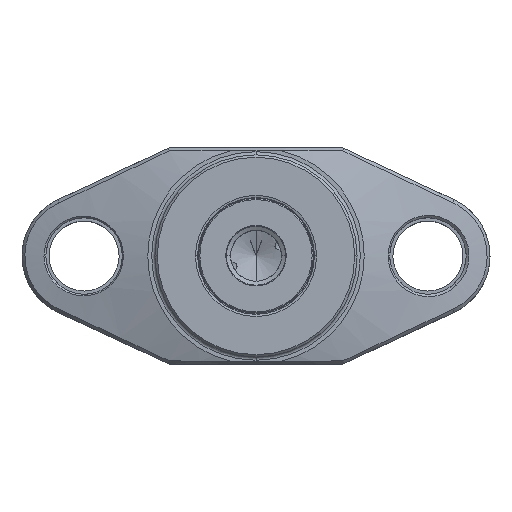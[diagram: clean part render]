
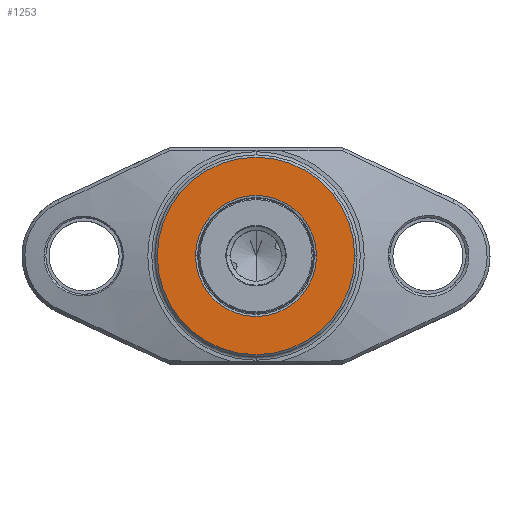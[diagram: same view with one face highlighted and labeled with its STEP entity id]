
A CAD part, top view. The second image highlights one B-rep face of the part: STEP entity #1253.
In plain terms, the highlighted planar face has unit normal (0, 0, 1).
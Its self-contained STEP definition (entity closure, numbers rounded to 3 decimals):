
#1253=ADVANCED_FACE('NONE',(#3309,#3310),#3311,.T.);
#1317=EDGE_CURVE('NONE',#2077,#2461,#3386,.F.);
#1571=VERTEX_POINT('NONE',#3666);
#2077=VERTEX_POINT('NONE',#4223);
#2257=EDGE_CURVE('NONE',#2903,#1571,#4412,.T.);
#2461=VERTEX_POINT('NONE',#4632);
#2651=EDGE_CURVE('NONE',#2461,#2077,#4847,.F.);
#2845=EDGE_CURVE('NONE',#1571,#2903,#5056,.T.);
#2903=VERTEX_POINT('NONE',#5123);
#3309=FACE_OUTER_BOUND('',#6095,.T.);
#3310=FACE_BOUND('',#6096,.T.);
#3311=PLANE('',#6097);
#3386=CIRCLE('',#6409,19.012);
#3666=CARTESIAN_POINT('',(-31.0,0.,0.));
#4223=CARTESIAN_POINT('',(-19.012,0.,0.));
#4412=CIRCLE('',#9308,31.0);
#4632=CARTESIAN_POINT('',(19.012,0.,0.));
#4847=CIRCLE('',#10869,19.012);
#5056=CIRCLE('',#11592,31.0);
#5123=CARTESIAN_POINT('',(31.0,0.,0.));
#6095=EDGE_LOOP('',(#12564,#12565));
#6096=EDGE_LOOP('',(#12566,#12567));
#6097=AXIS2_PLACEMENT_3D('',#12568,#12569,#12570);
#6409=AXIS2_PLACEMENT_3D('',#12682,#12683,#12684);
#9308=AXIS2_PLACEMENT_3D('',#13788,#13789,#13790);
#10869=AXIS2_PLACEMENT_3D('',#14280,#14281,#14282);
#11592=AXIS2_PLACEMENT_3D('',#14482,#14483,#14484);
#12564=ORIENTED_EDGE('',*,*,#2845,.F.);
#12565=ORIENTED_EDGE('',*,*,#2257,.F.);
#12566=ORIENTED_EDGE('',*,*,#2651,.F.);
#12567=ORIENTED_EDGE('',*,*,#1317,.F.);
#12568=CARTESIAN_POINT('',(-38.0,0.0,0.));
#12569=DIRECTION('',(-0.0,0.0,1.0));
#12570=DIRECTION('',(0.0,1.0,0.0));
#12682=CARTESIAN_POINT('',(0.0,0.0,0.));
#12683=DIRECTION('',(0.0,0.0,-1.0));
#12684=DIRECTION('',(1.0,0.,0.0));
#13788=CARTESIAN_POINT('',(0.0,0.0,0.));
#13789=DIRECTION('',(0.0,0.0,-1.0));
#13790=DIRECTION('',(-1.0,0.,0.0));
#14280=CARTESIAN_POINT('',(0.0,0.0,0.));
#14281=DIRECTION('',(0.0,0.0,-1.0));
#14282=DIRECTION('',(1.0,0.,0.0));
#14482=CARTESIAN_POINT('',(0.0,0.0,0.));
#14483=DIRECTION('',(0.0,0.0,-1.0));
#14484=DIRECTION('',(-1.0,0.,0.0));
